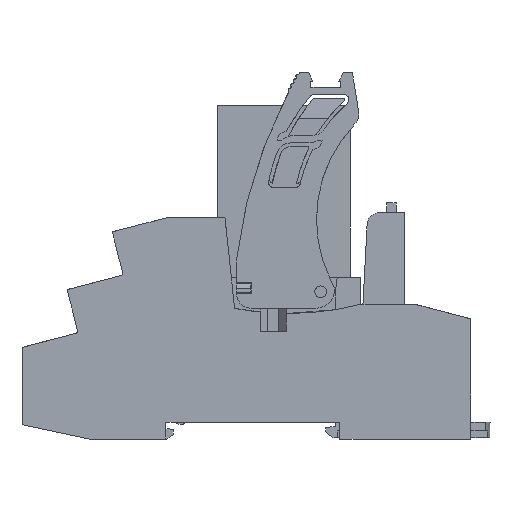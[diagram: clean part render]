
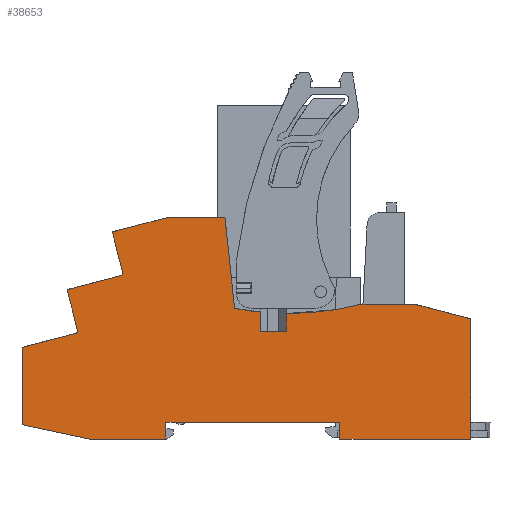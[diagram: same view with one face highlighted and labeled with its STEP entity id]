
A CAD part, left-side view. The second image highlights one B-rep face of the part: STEP entity #38653.
In plain terms, the highlighted planar face has unit normal (-1, 0, 0).
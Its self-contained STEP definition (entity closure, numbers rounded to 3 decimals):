
#35158=AXIS2_PLACEMENT_3D('Circle Axis2P3D',#35156,#35157,$) ;
#35290=AXIS2_PLACEMENT_3D('Circle Axis2P3D',#35288,#35289,$) ;
#35654=AXIS2_PLACEMENT_3D('Circle Axis2P3D',#35652,#35653,$) ;
#38606=AXIS2_PLACEMENT_3D('Plane Axis2P3D',#38603,#38604,#38605) ;
#38610=AXIS2_PLACEMENT_3D('Circle Axis2P3D',#38608,#38609,$) ;
#36=CARTESIAN_POINT('Line Origine',(0.,49.065,3.5)) ;
#40=CARTESIAN_POINT('Vertex',(0.,67.065,3.5)) ;
#42=CARTESIAN_POINT('Vertex',(0.,31.065,3.5)) ;
#35059=CARTESIAN_POINT('Vertex',(0.,3.965,0.)) ;
#35062=CARTESIAN_POINT('Line Origine',(0.,17.515,0.)) ;
#35066=CARTESIAN_POINT('Vertex',(0.,31.065,0.)) ;
#35087=CARTESIAN_POINT('Line Origine',(0.,31.065,1.75)) ;
#35112=CARTESIAN_POINT('Vertex',(0.,54.865,45.9)) ;
#35115=CARTESIAN_POINT('Line Origine',(0.,53.865,36.49)) ;
#35119=CARTESIAN_POINT('Vertex',(0.,52.865,27.081)) ;
#35156=CARTESIAN_POINT('Axis2P3D Location',(0.,41.6,85.256)) ;
#35160=CARTESIAN_POINT('Vertex',(0.,47.565,26.301)) ;
#35190=CARTESIAN_POINT('Line Origine',(0.,47.565,24.301)) ;
#35194=CARTESIAN_POINT('Vertex',(0.,47.565,22.3)) ;
#35224=CARTESIAN_POINT('Line Origine',(0.,44.865,22.3)) ;
#35228=CARTESIAN_POINT('Vertex',(0.,42.165,22.3)) ;
#35266=CARTESIAN_POINT('Line Origine',(0.,42.165,24.151)) ;
#35270=CARTESIAN_POINT('Vertex',(0.,42.165,26.003)) ;
#35288=CARTESIAN_POINT('Axis2P3D Location',(0.,41.6,85.256)) ;
#35292=CARTESIAN_POINT('Vertex',(0.,26.712,27.901)) ;
#35383=CARTESIAN_POINT('Line Origine',(0.,67.065,1.75)) ;
#35387=CARTESIAN_POINT('Vertex',(0.,67.065,0.)) ;
#35412=CARTESIAN_POINT('Line Origine',(0.,74.965,0.)) ;
#35416=CARTESIAN_POINT('Vertex',(0.,82.865,0.)) ;
#35465=CARTESIAN_POINT('Vertex',(0.,85.4,22.481)) ;
#35468=CARTESIAN_POINT('Line Origine',(0.,86.458,26.715)) ;
#35472=CARTESIAN_POINT('Vertex',(0.,87.515,30.95)) ;
#35493=CARTESIAN_POINT('Line Origine',(0.,81.963,32.388)) ;
#35497=CARTESIAN_POINT('Vertex',(0.,76.41,33.826)) ;
#35652=CARTESIAN_POINT('Axis2P3D Location',(0.,76.536,34.31)) ;
#35656=CARTESIAN_POINT('Vertex',(0.,76.05,34.431)) ;
#35684=CARTESIAN_POINT('Line Origine',(0.,77.108,38.665)) ;
#35688=CARTESIAN_POINT('Vertex',(0.,78.165,42.9)) ;
#35709=CARTESIAN_POINT('Line Origine',(0.,72.373,44.4)) ;
#35713=CARTESIAN_POINT('Vertex',(0.,66.58,45.9)) ;
#35873=CARTESIAN_POINT('Line Origine',(0.,60.723,45.9)) ;
#36071=CARTESIAN_POINT('Line Origine',(0.,21.13,27.9)) ;
#36075=CARTESIAN_POINT('Vertex',(0.,15.549,27.9)) ;
#36116=CARTESIAN_POINT('Line Origine',(0.,9.757,26.4)) ;
#36120=CARTESIAN_POINT('Vertex',(0.,3.965,24.9)) ;
#36201=CARTESIAN_POINT('Line Origine',(0.,3.965,12.45)) ;
#36248=CARTESIAN_POINT('Line Origine',(0.,89.865,1.488)) ;
#36252=CARTESIAN_POINT('Vertex',(0.,96.865,2.976)) ;
#38603=CARTESIAN_POINT('Axis2P3D Location',(0.,50.415,-52.1)) ;
#38608=CARTESIAN_POINT('Axis2P3D Location',(0.,85.886,22.36)) ;
#38612=CARTESIAN_POINT('Vertex',(0.,85.76,21.876)) ;
#38615=CARTESIAN_POINT('Line Origine',(0.,91.313,20.438)) ;
#38619=CARTESIAN_POINT('Vertex',(0.,96.865,19.)) ;
#38622=CARTESIAN_POINT('Line Origine',(0.,96.865,10.988)) ;
#37=DIRECTION('Vector Direction',(0.,1.,0.)) ;
#35063=DIRECTION('Vector Direction',(0.,1.,0.)) ;
#35088=DIRECTION('Vector Direction',(0.,0.,1.)) ;
#35116=DIRECTION('Vector Direction',(0.,0.106,0.994)) ;
#35157=DIRECTION('Axis2P3D Direction',(-1.,0.,0.)) ;
#35191=DIRECTION('Vector Direction',(0.,0.,1.)) ;
#35225=DIRECTION('Vector Direction',(0.,1.,0.)) ;
#35267=DIRECTION('Vector Direction',(0.,0.,-1.)) ;
#35289=DIRECTION('Axis2P3D Direction',(-1.,0.,0.)) ;
#35384=DIRECTION('Vector Direction',(0.,0.,-1.)) ;
#35413=DIRECTION('Vector Direction',(0.,1.,0.)) ;
#35469=DIRECTION('Vector Direction',(0.,-0.242,-0.97)) ;
#35494=DIRECTION('Vector Direction',(0.,-0.968,0.251)) ;
#35653=DIRECTION('Axis2P3D Direction',(-1.,0.,0.)) ;
#35685=DIRECTION('Vector Direction',(0.,-0.242,-0.97)) ;
#35710=DIRECTION('Vector Direction',(0.,-0.968,0.251)) ;
#35874=DIRECTION('Vector Direction',(0.,1.,0.)) ;
#36072=DIRECTION('Vector Direction',(0.,1.,0.)) ;
#36117=DIRECTION('Vector Direction',(0.,0.968,0.251)) ;
#36202=DIRECTION('Vector Direction',(0.,0.,-1.)) ;
#36249=DIRECTION('Vector Direction',(0.,0.978,0.208)) ;
#38604=DIRECTION('Axis2P3D Direction',(-1.,0.,0.)) ;
#38605=DIRECTION('Axis2P3D XDirection',(0.,-1.,0.)) ;
#38609=DIRECTION('Axis2P3D Direction',(-1.,0.,0.)) ;
#38616=DIRECTION('Vector Direction',(0.,-0.968,0.251)) ;
#38623=DIRECTION('Vector Direction',(0.,0.,-1.)) ;
#38=VECTOR('Line Direction',#37,1.) ;
#35064=VECTOR('Line Direction',#35063,1.) ;
#35089=VECTOR('Line Direction',#35088,1.) ;
#35117=VECTOR('Line Direction',#35116,1.) ;
#35192=VECTOR('Line Direction',#35191,1.) ;
#35226=VECTOR('Line Direction',#35225,1.) ;
#35268=VECTOR('Line Direction',#35267,1.) ;
#35385=VECTOR('Line Direction',#35384,1.) ;
#35414=VECTOR('Line Direction',#35413,1.) ;
#35470=VECTOR('Line Direction',#35469,1.) ;
#35495=VECTOR('Line Direction',#35494,1.) ;
#35686=VECTOR('Line Direction',#35685,1.) ;
#35711=VECTOR('Line Direction',#35710,1.) ;
#35875=VECTOR('Line Direction',#35874,1.) ;
#36073=VECTOR('Line Direction',#36072,1.) ;
#36118=VECTOR('Line Direction',#36117,1.) ;
#36203=VECTOR('Line Direction',#36202,1.) ;
#36250=VECTOR('Line Direction',#36249,1.) ;
#38617=VECTOR('Line Direction',#38616,1.) ;
#38624=VECTOR('Line Direction',#38623,1.) ;
#38628=ORIENTED_EDGE('',*,*,#36205,.T.) ;
#38629=ORIENTED_EDGE('',*,*,#36122,.T.) ;
#38630=ORIENTED_EDGE('',*,*,#36077,.T.) ;
#38631=ORIENTED_EDGE('',*,*,#35294,.T.) ;
#38632=ORIENTED_EDGE('',*,*,#35272,.T.) ;
#38633=ORIENTED_EDGE('',*,*,#35230,.T.) ;
#38634=ORIENTED_EDGE('',*,*,#35196,.T.) ;
#38635=ORIENTED_EDGE('',*,*,#35162,.T.) ;
#38636=ORIENTED_EDGE('',*,*,#35121,.T.) ;
#38637=ORIENTED_EDGE('',*,*,#35877,.T.) ;
#38638=ORIENTED_EDGE('',*,*,#35715,.T.) ;
#38639=ORIENTED_EDGE('',*,*,#35690,.T.) ;
#38640=ORIENTED_EDGE('',*,*,#35658,.T.) ;
#38641=ORIENTED_EDGE('',*,*,#35499,.T.) ;
#38642=ORIENTED_EDGE('',*,*,#35474,.T.) ;
#38643=ORIENTED_EDGE('',*,*,#38614,.T.) ;
#38644=ORIENTED_EDGE('',*,*,#38621,.T.) ;
#38645=ORIENTED_EDGE('',*,*,#38626,.T.) ;
#38646=ORIENTED_EDGE('',*,*,#36254,.T.) ;
#38647=ORIENTED_EDGE('',*,*,#35418,.T.) ;
#38648=ORIENTED_EDGE('',*,*,#35389,.T.) ;
#38649=ORIENTED_EDGE('',*,*,#44,.T.) ;
#38650=ORIENTED_EDGE('',*,*,#35091,.T.) ;
#38651=ORIENTED_EDGE('',*,*,#35068,.T.) ;
#38653=ADVANCED_FACE('KIT',(#38652),#38607,.T.) ;
#35159=CIRCLE('generated circle',#35158,59.256) ;
#35291=CIRCLE('generated circle',#35290,59.256) ;
#35655=CIRCLE('generated circle',#35654,0.5) ;
#38611=CIRCLE('generated circle',#38610,0.5) ;
#44=EDGE_CURVE('',#41,#43,#39,.F.) ;
#35068=EDGE_CURVE('',#35067,#35060,#35065,.F.) ;
#35091=EDGE_CURVE('',#43,#35067,#35090,.F.) ;
#35121=EDGE_CURVE('',#35120,#35113,#35118,.T.) ;
#35162=EDGE_CURVE('',#35161,#35120,#35159,.F.) ;
#35196=EDGE_CURVE('',#35195,#35161,#35193,.T.) ;
#35230=EDGE_CURVE('',#35229,#35195,#35227,.T.) ;
#35272=EDGE_CURVE('',#35271,#35229,#35269,.T.) ;
#35294=EDGE_CURVE('',#35293,#35271,#35291,.F.) ;
#35389=EDGE_CURVE('',#35388,#41,#35386,.F.) ;
#35418=EDGE_CURVE('',#35417,#35388,#35415,.F.) ;
#35474=EDGE_CURVE('',#35473,#35466,#35471,.T.) ;
#35499=EDGE_CURVE('',#35498,#35473,#35496,.F.) ;
#35658=EDGE_CURVE('',#35657,#35498,#35655,.F.) ;
#35690=EDGE_CURVE('',#35689,#35657,#35687,.T.) ;
#35715=EDGE_CURVE('',#35714,#35689,#35712,.F.) ;
#35877=EDGE_CURVE('',#35113,#35714,#35876,.T.) ;
#36077=EDGE_CURVE('',#36076,#35293,#36074,.T.) ;
#36122=EDGE_CURVE('',#36121,#36076,#36119,.T.) ;
#36205=EDGE_CURVE('',#35060,#36121,#36204,.F.) ;
#36254=EDGE_CURVE('',#36253,#35417,#36251,.F.) ;
#38614=EDGE_CURVE('',#35466,#38613,#38611,.F.) ;
#38621=EDGE_CURVE('',#38613,#38620,#38618,.F.) ;
#38626=EDGE_CURVE('',#38620,#36253,#38625,.T.) ;
#38627=EDGE_LOOP('',(#38628,#38629,#38630,#38631,#38632,#38633,#38634,#38635,#38636,#38637,#38638,#38639,#38640,#38641,#38642,#38643,#38644,#38645,#38646,#38647,#38648,#38649,#38650,#38651)) ;
#38652=FACE_OUTER_BOUND('',#38627,.T.) ;
#39=LINE('Line',#36,#38) ;
#35065=LINE('Line',#35062,#35064) ;
#35090=LINE('Line',#35087,#35089) ;
#35118=LINE('Line',#35115,#35117) ;
#35193=LINE('Line',#35190,#35192) ;
#35227=LINE('Line',#35224,#35226) ;
#35269=LINE('Line',#35266,#35268) ;
#35386=LINE('Line',#35383,#35385) ;
#35415=LINE('Line',#35412,#35414) ;
#35471=LINE('Line',#35468,#35470) ;
#35496=LINE('Line',#35493,#35495) ;
#35687=LINE('Line',#35684,#35686) ;
#35712=LINE('Line',#35709,#35711) ;
#35876=LINE('Line',#35873,#35875) ;
#36074=LINE('Line',#36071,#36073) ;
#36119=LINE('Line',#36116,#36118) ;
#36204=LINE('Line',#36201,#36203) ;
#36251=LINE('Line',#36248,#36250) ;
#38618=LINE('Line',#38615,#38617) ;
#38625=LINE('Line',#38622,#38624) ;
#38607=PLANE('',#38606) ;
#41=VERTEX_POINT('',#40) ;
#43=VERTEX_POINT('',#42) ;
#35060=VERTEX_POINT('',#35059) ;
#35067=VERTEX_POINT('',#35066) ;
#35113=VERTEX_POINT('',#35112) ;
#35120=VERTEX_POINT('',#35119) ;
#35161=VERTEX_POINT('',#35160) ;
#35195=VERTEX_POINT('',#35194) ;
#35229=VERTEX_POINT('',#35228) ;
#35271=VERTEX_POINT('',#35270) ;
#35293=VERTEX_POINT('',#35292) ;
#35388=VERTEX_POINT('',#35387) ;
#35417=VERTEX_POINT('',#35416) ;
#35466=VERTEX_POINT('',#35465) ;
#35473=VERTEX_POINT('',#35472) ;
#35498=VERTEX_POINT('',#35497) ;
#35657=VERTEX_POINT('',#35656) ;
#35689=VERTEX_POINT('',#35688) ;
#35714=VERTEX_POINT('',#35713) ;
#36076=VERTEX_POINT('',#36075) ;
#36121=VERTEX_POINT('',#36120) ;
#36253=VERTEX_POINT('',#36252) ;
#38613=VERTEX_POINT('',#38612) ;
#38620=VERTEX_POINT('',#38619) ;
